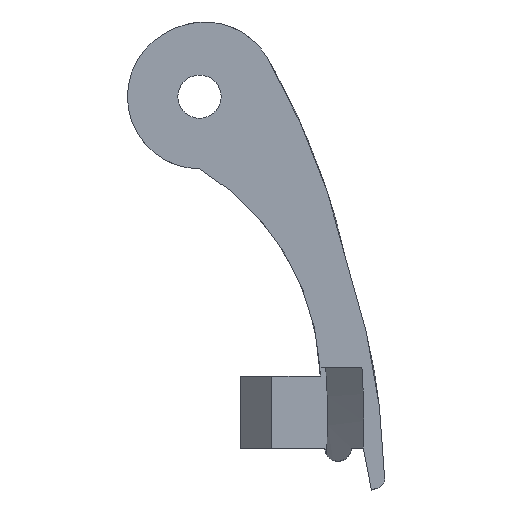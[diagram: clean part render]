
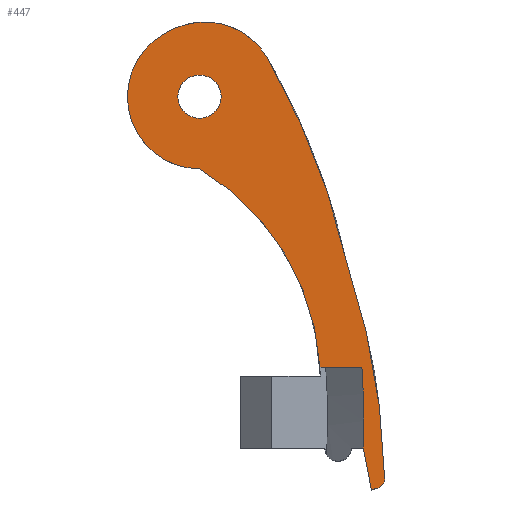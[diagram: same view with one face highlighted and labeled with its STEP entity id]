
A CAD part, top view. The second image highlights one B-rep face of the part: STEP entity #447.
In plain terms, the highlighted planar face has unit normal (0, 0, 1).
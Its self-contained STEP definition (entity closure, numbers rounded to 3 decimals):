
#48=CIRCLE('',#483,30.);
#50=CIRCLE('',#488,0.9);
#52=CIRCLE('',#493,3.);
#53=CIRCLE('',#498,0.4);
#54=CIRCLE('',#500,10.316);
#56=CIRCLE('',#504,30.);
#79=LINE('',#781,#114);
#86=LINE('',#810,#121);
#88=LINE('',#814,#123);
#91=LINE('',#835,#126);
#114=VECTOR('',#570,1000.);
#121=VECTOR('',#595,1000.);
#123=VECTOR('',#599,1000.);
#126=VECTOR('',#620,1000.);
#226=ORIENTED_EDGE('',*,*,#310,.F.);
#227=ORIENTED_EDGE('',*,*,#289,.T.);
#228=ORIENTED_EDGE('',*,*,#301,.T.);
#229=ORIENTED_EDGE('',*,*,#303,.T.);
#230=ORIENTED_EDGE('',*,*,#305,.T.);
#231=ORIENTED_EDGE('',*,*,#267,.T.);
#232=ORIENTED_EDGE('',*,*,#284,.T.);
#233=ORIENTED_EDGE('',*,*,#286,.T.);
#234=ORIENTED_EDGE('',*,*,#299,.T.);
#235=ORIENTED_EDGE('',*,*,#306,.F.);
#236=ORIENTED_EDGE('',*,*,#311,.T.);
#237=ORIENTED_EDGE('',*,*,#294,.F.);
#267=EDGE_CURVE('',#327,#328,#356,.T.);
#284=EDGE_CURVE('',#328,#340,#48,.T.);
#286=EDGE_CURVE('',#340,#342,#358,.T.);
#289=EDGE_CURVE('',#343,#344,#79,.T.);
#294=EDGE_CURVE('',#347,#347,#50,.T.);
#299=EDGE_CURVE('',#342,#350,#52,.T.);
#301=EDGE_CURVE('',#344,#351,#86,.T.);
#303=EDGE_CURVE('',#351,#352,#88,.T.);
#305=EDGE_CURVE('',#352,#327,#53,.T.);
#306=EDGE_CURVE('',#353,#350,#54,.T.);
#310=EDGE_CURVE('',#343,#354,#56,.T.);
#311=EDGE_CURVE('',#353,#354,#91,.T.);
#327=VERTEX_POINT('',#693);
#328=VERTEX_POINT('',#694);
#340=VERTEX_POINT('',#727);
#342=VERTEX_POINT('',#767);
#343=VERTEX_POINT('',#782);
#344=VERTEX_POINT('',#783);
#347=VERTEX_POINT('',#795);
#350=VERTEX_POINT('',#805);
#351=VERTEX_POINT('',#809);
#352=VERTEX_POINT('',#813);
#353=VERTEX_POINT('',#827);
#354=VERTEX_POINT('',#834);
#356=B_SPLINE_CURVE_WITH_KNOTS('',3,(#688,#689,#690,#691,#692),
 .UNSPECIFIED.,.F.,.F.,(4,1,4),(1.482,1.635,1.788),
 .QUASI_UNIFORM_KNOTS.);
#358=B_SPLINE_CURVE_WITH_KNOTS('',3,(#768,#769,#770,#771,#772),
 .UNSPECIFIED.,.F.,.F.,(4,1,4),(0.009,0.012,
0.014),.UNSPECIFIED.);
#384=EDGE_LOOP('',(#226,#227,#228,#229,#230,#231,#232,#233,#234,#235,#236));
#385=EDGE_LOOP('',(#237));
#410=FACE_BOUND('',#384,.T.);
#411=FACE_BOUND('',#385,.T.);
#425=PLANE('',#503);
#447=ADVANCED_FACE('',(#410,#411),#425,.T.);
#483=AXIS2_PLACEMENT_3D('',#728,#562,#563);
#488=AXIS2_PLACEMENT_3D('',#794,#577,#578);
#493=AXIS2_PLACEMENT_3D('',#806,#590,#591);
#498=AXIS2_PLACEMENT_3D('',#824,#604,#605);
#500=AXIS2_PLACEMENT_3D('',#826,#608,#609);
#503=AXIS2_PLACEMENT_3D('',#832,#616,#617);
#504=AXIS2_PLACEMENT_3D('',#833,#618,#619);
#562=DIRECTION('',(0.,0.,1.));
#563=DIRECTION('',(0.,-1.,0.));
#570=DIRECTION('',(1.,0.,0.));
#577=DIRECTION('',(0.,0.,1.));
#578=DIRECTION('',(0.,-1.,0.));
#590=DIRECTION('',(0.,0.,1.));
#591=DIRECTION('',(0.,-1.,0.));
#595=DIRECTION('',(0.191,-0.982,0.));
#599=DIRECTION('',(0.96,0.28,0.));
#604=DIRECTION('',(0.,0.,1.));
#605=DIRECTION('',(0.,-1.,0.));
#608=DIRECTION('',(0.,0.,1.));
#609=DIRECTION('',(0.,-1.,0.));
#616=DIRECTION('',(0.,0.,1.));
#617=DIRECTION('',(0.,1.,0.));
#618=DIRECTION('',(0.,0.,1.));
#619=DIRECTION('',(0.,-1.,0.));
#620=DIRECTION('',(1.,0.,0.));
#688=CARTESIAN_POINT('',(0.263,0.075,0.));
#689=CARTESIAN_POINT('',(0.248,1.628,0.));
#690=CARTESIAN_POINT('',(-0.032,4.754,0.));
#691=CARTESIAN_POINT('',(-0.808,7.849,0.));
#692=CARTESIAN_POINT('',(-1.317,9.37,0.));
#693=CARTESIAN_POINT('',(0.259,0.382,0.));
#694=CARTESIAN_POINT('',(-1.317,9.37,0.));
#727=CARTESIAN_POINT('',(-4.631,17.904,0.));
#728=CARTESIAN_POINT('',(-30.611,2.903,0.));
#767=CARTESIAN_POINT('',(-8.945,18.877,0.));
#768=CARTESIAN_POINT('',(-4.631,17.904,0.));
#769=CARTESIAN_POINT('',(-5.045,18.623,0.));
#770=CARTESIAN_POINT('',(-6.504,19.661,0.));
#771=CARTESIAN_POINT('',(-8.252,19.325,0.));
#772=CARTESIAN_POINT('',(-8.945,18.877,0.));
#781=CARTESIAN_POINT('',(-232.517,1.655,0.));
#782=CARTESIAN_POINT('',(-0.637,1.655,0.));
#783=CARTESIAN_POINT('',(-0.63,1.655,0.));
#794=CARTESIAN_POINT('',(-7.445,16.279,0.));
#795=CARTESIAN_POINT('',(-7.445,15.379,0.));
#805=CARTESIAN_POINT('',(-7.445,13.279,0.));
#806=CARTESIAN_POINT('',(-7.445,16.279,0.));
#809=CARTESIAN_POINT('',(-0.292,-0.086,0.));
#810=CARTESIAN_POINT('',(-0.63,1.655,0.));
#813=CARTESIAN_POINT('',(-0.029,-0.01,0.));
#814=CARTESIAN_POINT('',(-172.47,-50.216,0.));
#824=CARTESIAN_POINT('',(-0.141,0.374,0.));
#826=CARTESIAN_POINT('',(-12.729,4.418,0.));
#827=CARTESIAN_POINT('',(-2.431,5.019,0.));
#832=CARTESIAN_POINT('',(-230.609,152.904,0.));
#833=CARTESIAN_POINT('',(-30.611,2.903,0.));
#834=CARTESIAN_POINT('',(-0.686,5.019,0.));
#835=CARTESIAN_POINT('',(-230.609,5.019,0.));
